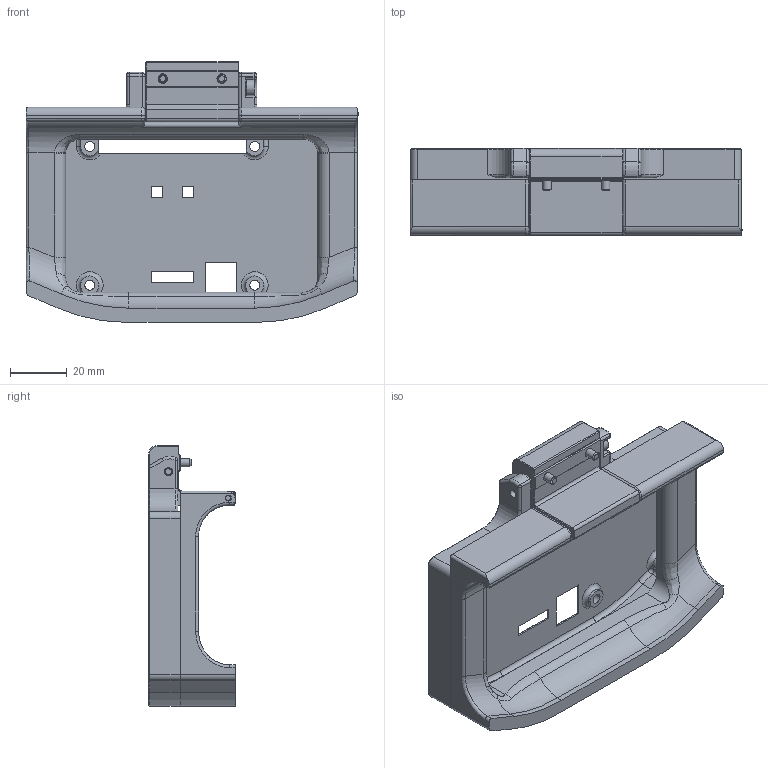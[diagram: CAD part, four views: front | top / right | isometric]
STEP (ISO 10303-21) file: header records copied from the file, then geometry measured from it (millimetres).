
FILE_DESCRIPTION(/* description */ (''),/* implementation_level */ '2;1');
FILE_NAME(/* name */ 'Fysetc CTP40 LCD Mount.step',/* time_stamp */ '2021-11-02T18:01:21-07:00',/* author */ (''),/* organization */ (''),/* preprocessor_version */ 'ST-DEVELOPER v18.1',/* originating_system */ 'Autodesk Translation Framework v10.10.0.1391',/* authorisation */ '');
FILE_SCHEMA (('AUTOMOTIVE_DESIGN { 1 0 10303 214 3 1 1 }'));
Length unit declared in the file: millimetre
Products named in the file (8): Fysetc CTP40 LCD Mount; 4inLCD_case_front; Filament; 4inLCD_case_rear; 4inLCD_case_hinge; Body1 (10); Body1 (11); Body1 (12)
Assembly tree (7 placements, depth 2):
  Fysetc CTP40 LCD Mount
    4inLCD_case_front
    Filament
    4inLCD_case_rear
    4inLCD_case_hinge
    Body1 (10)
    Body1 (11)
    Body1 (12)
Bounding box: 117.2 x 30.6 x 92 mm (x, y, z)
Volume: 69118.9 mm3; surface area: 47692.4 mm2
Topology: 7 solids, 7 shells, 494 faces, 1142 edges, 671 vertices
Faces by surface type: plane 195, cylinder 148, cone 91, torus 31, sphere 16, bspline 13
Full cylindrical faces by diameter (mm): 1.75 x1, 2.2 x1, 2.8 x4, 2.9 x1, 3 x3, 3.2 x4, 3.4 x2, 3.5 x5, 5.5 x3, 6 x2, 6.5 x2
Entity records: 14572 total; most frequent: CARTESIAN_POINT 2927, DIRECTION 2522, ORIENTED_EDGE 2282, EDGE_CURVE 1141, AXIS2_PLACEMENT_3D 945, VERTEX_POINT 671, LINE 632, VECTOR 632
